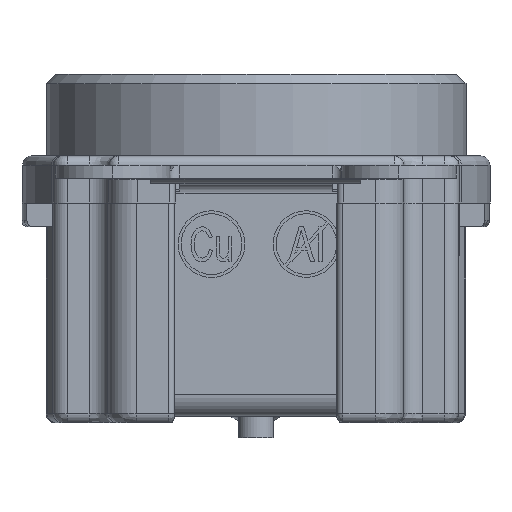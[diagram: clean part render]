
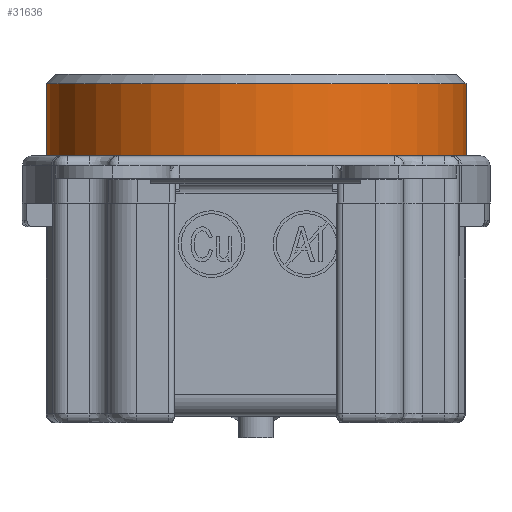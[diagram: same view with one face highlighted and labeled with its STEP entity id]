
A CAD part, front view. The second image highlights one B-rep face of the part: STEP entity #31636.
In plain terms, the highlighted cylindrical face has radius 17.45 mm (diameter 34.9 mm), a partial arc.
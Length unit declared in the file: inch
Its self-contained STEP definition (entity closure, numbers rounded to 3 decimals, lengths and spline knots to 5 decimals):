
#240 = ORIENTED_EDGE ( 'NONE', *, *, #50782, .T. ) ;
#918 = EDGE_CURVE ( 'NONE', #47110, #1284, #3821, .T. ) ;
#1284 = VERTEX_POINT ( 'NONE', #53075 ) ;
#2286 = DIRECTION ( 'NONE',  ( 1., 0., 0. ) ) ;
#3208 = DIRECTION ( 'NONE',  ( 0., 0., 1. ) ) ;
#3821 = CIRCLE ( 'NONE', #68626, 0.687 ) ;
#6133 = DIRECTION ( 'NONE',  ( 0., 0., -1. ) ) ;
#7897 = DIRECTION ( 'NONE',  ( 0., 0., -1. ) ) ;
#9237 = DIRECTION ( 'NONE',  ( 0., 0., -1. ) ) ;
#10773 = VERTEX_POINT ( 'NONE', #26352 ) ;
#11164 = EDGE_LOOP ( 'NONE', ( #53692, #240, #13580, #36188 ) ) ;
#13580 = ORIENTED_EDGE ( 'NONE', *, *, #918, .F. ) ;
#15779 = DIRECTION ( 'NONE',  ( 1., 0., 0. ) ) ;
#16618 = CARTESIAN_POINT ( 'NONE',  ( 0.01317, 1.41992, 2.56297 ) ) ;
#18451 = EDGE_CURVE ( 'NONE', #39149, #10773, #47481, .T. ) ;
#21187 = FACE_OUTER_BOUND ( 'NONE', #11164, .T. ) ;
#21689 = LINE ( 'NONE', #67205, #48540 ) ;
#25541 = CARTESIAN_POINT ( 'NONE',  ( 0.70017, 1.41992, 2.56297 ) ) ;
#26352 = CARTESIAN_POINT ( 'NONE',  ( 0.01317, 1.41992, 2.53197 ) ) ;
#29766 = CARTESIAN_POINT ( 'NONE',  ( 1.38717, 1.41992, 2.29597 ) ) ;
#31636 = ADVANCED_FACE ( 'NONE', ( #21187 ), #57125, .T. ) ;
#36188 = ORIENTED_EDGE ( 'NONE', *, *, #48032, .T. ) ;
#37261 = CARTESIAN_POINT ( 'NONE',  ( 1.38717, 1.41992, 2.53197 ) ) ;
#39149 = VERTEX_POINT ( 'NONE', #37261 ) ;
#44625 = CARTESIAN_POINT ( 'NONE',  ( 0.70017, 1.41992, 2.53197 ) ) ;
#46404 = AXIS2_PLACEMENT_3D ( 'NONE', #25541, #47584, #15779 ) ;
#47110 = VERTEX_POINT ( 'NONE', #29766 ) ;
#47481 = CIRCLE ( 'NONE', #50079, 0.687 ) ;
#47584 = DIRECTION ( 'NONE',  ( 0., 0., 1. ) ) ;
#47789 = LINE ( 'NONE', #16618, #60260 ) ;
#48032 = EDGE_CURVE ( 'NONE', #47110, #39149, #21689, .T. ) ;
#48540 = VECTOR ( 'NONE', #3208, 39.37008 ) ;
#50079 = AXIS2_PLACEMENT_3D ( 'NONE', #44625, #7897, #2286 ) ;
#50782 = EDGE_CURVE ( 'NONE', #10773, #1284, #47789, .T. ) ;
#53075 = CARTESIAN_POINT ( 'NONE',  ( 0.01317, 1.41992, 2.29597 ) ) ;
#53692 = ORIENTED_EDGE ( 'NONE', *, *, #18451, .T. ) ;
#57125 = CYLINDRICAL_SURFACE ( 'NONE', #46404, 0.687 ) ;
#60260 = VECTOR ( 'NONE', #6133, 39.37008 ) ;
#62483 = DIRECTION ( 'NONE',  ( 1., 0., 0. ) ) ;
#67205 = CARTESIAN_POINT ( 'NONE',  ( 1.38717, 1.41992, 2.56297 ) ) ;
#67629 = CARTESIAN_POINT ( 'NONE',  ( 0.70017, 1.41992, 2.29597 ) ) ;
#68626 = AXIS2_PLACEMENT_3D ( 'NONE', #67629, #9237, #62483 ) ;
